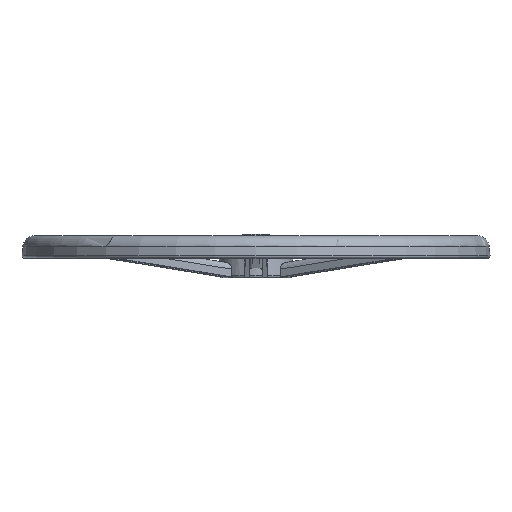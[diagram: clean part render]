
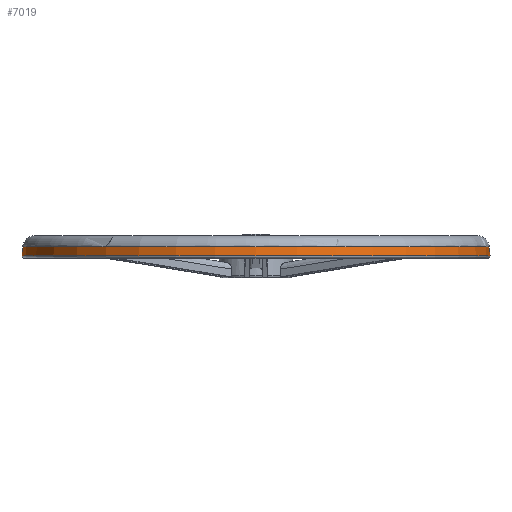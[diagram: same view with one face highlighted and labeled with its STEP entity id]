
A CAD part, front view. The second image highlights one B-rep face of the part: STEP entity #7019.
In plain terms, the highlighted conical face has half-angle 5 degrees and reference radius 318.947 mm.
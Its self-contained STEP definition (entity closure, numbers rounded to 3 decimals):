
#335 = FACE_OUTER_BOUND ( 'NONE', #8428, .T. ) ;
#343 = FACE_BOUND ( 'NONE', #8417, .T. ) ;
#348 = CONICAL_SURFACE ( 'NONE', #8692, 318.947, 0.087 ) ;
#957 = ORIENTED_EDGE ( 'NONE', *, *, #8244, .F. ) ;
#958 = ORIENTED_EDGE ( 'NONE', *, *, #8632, .T. ) ;
#2108 = AXIS2_PLACEMENT_3D ( 'NONE', #5921, #5922, #5923 ) ;
#2120 = AXIS2_PLACEMENT_3D ( 'NONE', #6628, #6629, #6630 ) ;
#3144 = CIRCLE ( 'NONE', #2108, 320. ) ;
#3178 = CIRCLE ( 'NONE', #2120, 318.947 ) ;
#3248 = VERTEX_POINT ( 'NONE', #6872 ) ;
#3251 = VERTEX_POINT ( 'NONE', #6875 ) ;
#5921 = CARTESIAN_POINT ( 'NONE',  ( 0., 0., 5.209 ) ) ;
#5922 = DIRECTION ( 'NONE',  ( 0., 0., -1. ) ) ;
#5923 = DIRECTION ( 'NONE',  ( 0., 1., 0. ) ) ;
#6628 = CARTESIAN_POINT ( 'NONE',  ( 0., 0., 17.248 ) ) ;
#6629 = DIRECTION ( 'NONE',  ( 0., 0., -1. ) ) ;
#6630 = DIRECTION ( 'NONE',  ( 0., 1., 0. ) ) ;
#6872 = CARTESIAN_POINT ( 'NONE',  ( 0., 320., 5.209 ) ) ;
#6875 = CARTESIAN_POINT ( 'NONE',  ( 0., 318.947, 17.248 ) ) ;
#7019 = ADVANCED_FACE ( 'NONE', ( #335, #343 ), #348, .T. ) ;
#8244 = EDGE_CURVE ( 'NONE', #3248, #3248, #3144, .T. ) ;
#8417 = EDGE_LOOP ( 'NONE', ( #958 ) ) ;
#8428 = EDGE_LOOP ( 'NONE', ( #957 ) ) ;
#8632 = EDGE_CURVE ( 'NONE', #3251, #3251, #3178, .T. ) ;
#8692 = AXIS2_PLACEMENT_3D ( 'NONE', #8858, #8855, #8854 ) ;
#8854 = DIRECTION ( 'NONE',  ( 0., 1., 0. ) ) ;
#8855 = DIRECTION ( 'NONE',  ( 0., 0., -1. ) ) ;
#8858 = CARTESIAN_POINT ( 'NONE',  ( 0., 0., 17.248 ) ) ;
